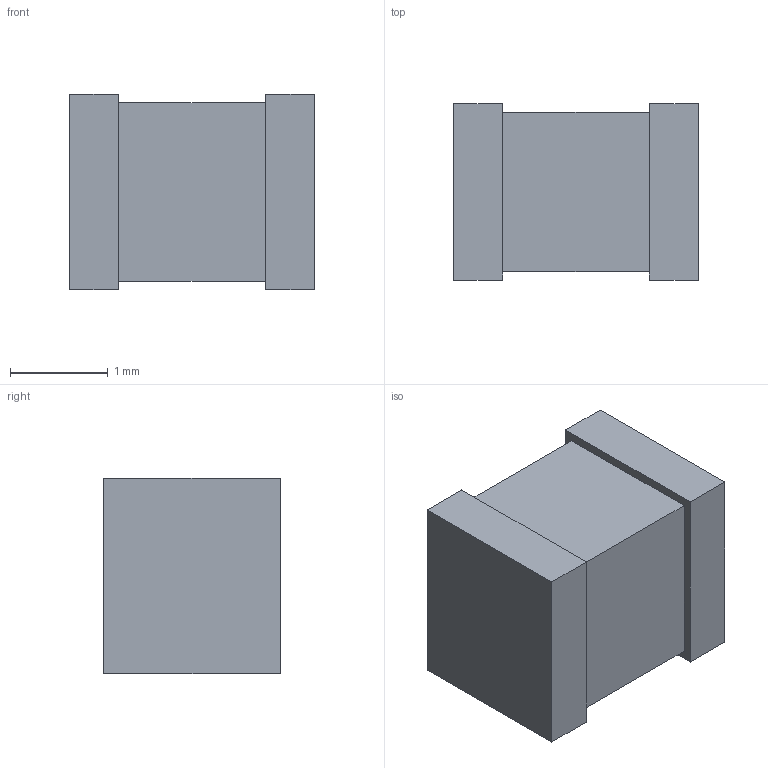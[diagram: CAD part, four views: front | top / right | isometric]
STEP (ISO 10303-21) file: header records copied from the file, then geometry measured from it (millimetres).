
FILE_DESCRIPTION (( 'STEP AP214' ), '1' );
FILE_NAME ('L_QEA251818.STEP', '2022-09-26T09:25:33', ( '' ), ( '' ), 'SwSTEP 2.0', 'SolidWorks 2012', '' );
FILE_SCHEMA (( 'AUTOMOTIVE_DESIGN' ));
Length unit declared in the file: millimetre
Products named in the file (2): L_QEA251818
Assembly tree (1 placements, depth 2):
  L_QEA251818
    L_QEA251818
Bounding box: 2.5 x 1.8 x 2 mm (x, y, z)
Volume: 8 mm3; surface area: 26.4 mm2
Topology: 1 solids, 1 shells, 16 faces, 36 edges, 24 vertices
Faces by surface type: plane 16
Entity records: 682 total; most frequent: CARTESIAN_POINT 80, DIRECTION 76, ORIENTED_EDGE 72, VECTOR 36, LINE 36, EDGE_CURVE 36, VERTEX_POINT 24, UNCERTAINTY_MEASURE_WITH_UNIT 20
